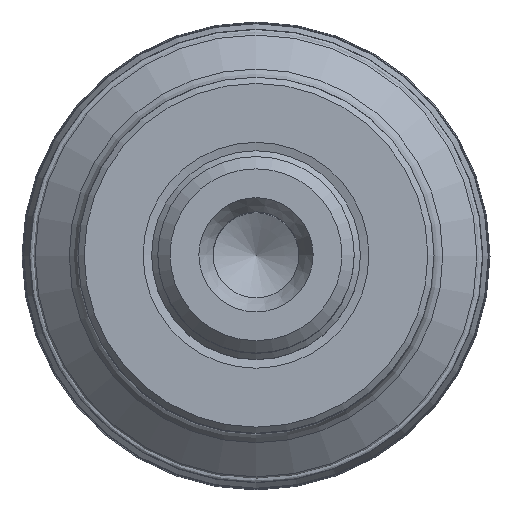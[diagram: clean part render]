
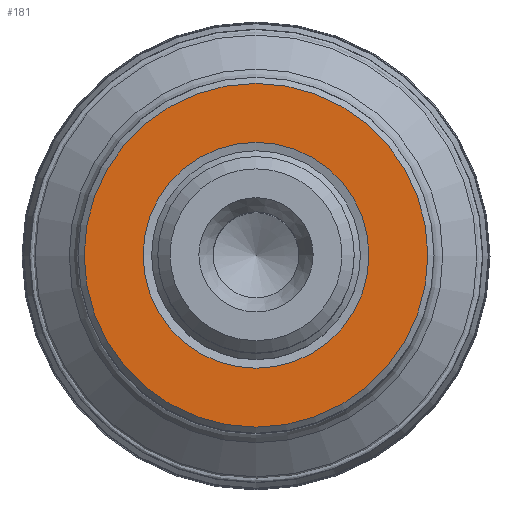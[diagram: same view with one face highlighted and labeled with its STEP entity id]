
A CAD part, top view. The second image highlights one B-rep face of the part: STEP entity #181.
In plain terms, the highlighted planar face has unit normal (0, 0, 1).
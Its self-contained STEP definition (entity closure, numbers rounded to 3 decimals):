
#152=PLANE('',#1078);
#181=ADVANCED_FACE('',(#349,#350),#152,.T.);
#349=FACE_BOUND('',#488,.T.);
#350=FACE_BOUND('',#489,.T.);
#488=EDGE_LOOP('',(#650));
#489=EDGE_LOOP('',(#651));
#650=ORIENTED_EDGE('',*,*,#920,.T.);
#651=ORIENTED_EDGE('',*,*,#921,.F.);
#835=VERTEX_POINT('',#1617);
#836=VERTEX_POINT('',#1619);
#920=EDGE_CURVE('',#835,#835,#1000,.T.);
#921=EDGE_CURVE('',#836,#836,#1001,.T.);
#1000=CIRCLE('',#1076,14.);
#1001=CIRCLE('',#1077,9.199);
#1076=AXIS2_PLACEMENT_3D('',#1616,#1209,#1210);
#1077=AXIS2_PLACEMENT_3D('',#1618,#1211,#1212);
#1078=AXIS2_PLACEMENT_3D('',#1620,#1213,#1214);
#1209=DIRECTION('',(0.,0.,1.));
#1210=DIRECTION('',(1.,0.,0.));
#1211=DIRECTION('',(0.,0.,1.));
#1212=DIRECTION('',(1.,0.,0.));
#1213=DIRECTION('',(0.,0.,1.));
#1214=DIRECTION('',(1.,0.,0.));
#1616=CARTESIAN_POINT('',(0.,0.,0.));
#1617=CARTESIAN_POINT('',(14.,0.,0.));
#1618=CARTESIAN_POINT('',(0.,0.,0.));
#1619=CARTESIAN_POINT('',(9.199,0.,0.));
#1620=CARTESIAN_POINT('',(9.199,0.,0.));
